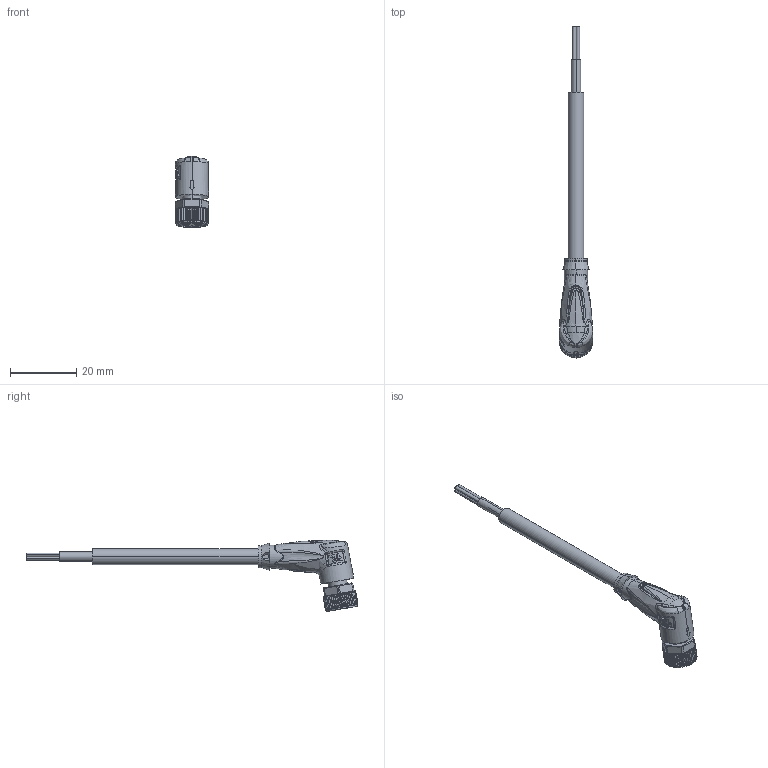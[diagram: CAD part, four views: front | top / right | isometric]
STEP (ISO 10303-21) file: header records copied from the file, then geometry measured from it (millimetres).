
FILE_DESCRIPTION(('STEP AP214'),'1');
FILE_NAME('cctmp_27758BBE-5713-4B62-A848-9E455FF3050D_2022_04_27_10_48_32_0380..stp','2022-04-27T08:48:39',('KiM GmbH'),('CADClick - www.CADClick.com'),'Spatial InterOp 3D postprocessed',' ','unknown authorization');
FILE_SCHEMA(('AUTOMOTIVE_DESIGN'));
Length unit declared in the file: millimetre
Products named in the file (7): T193673_1; Connection2; Cable; Connection1; Connection1_2; Connection1_1; T193673
Assembly tree (6 placements, depth 4):
  T193673
    T193673_1
      Connection2
      Cable
      Connection1
        Connection1_2
        Connection1_1
Bounding box: 10 x 100.08 x 21.47 mm (x, y, z)
Volume: 3368.7 mm3; surface area: 3318.5 mm2
Topology: 10 solids, 12 shells, 956 faces, 2478 edges, 1559 vertices
Faces by surface type: plane 457, bspline 149, torus 136, cylinder 128, cone 74, extrusion 12
Entity records: 83429 total; most frequent: CARTESIAN_POINT 53937, ORIENTED_EDGE 4940, DIRECTION 4144, EDGE_CURVE 2474, STYLED_ITEM 2043, PRESENTATION_STYLE_ASSIGNMENT 2043, VERTEX_POINT 1559, AXIS2_PLACEMENT_3D 1449
